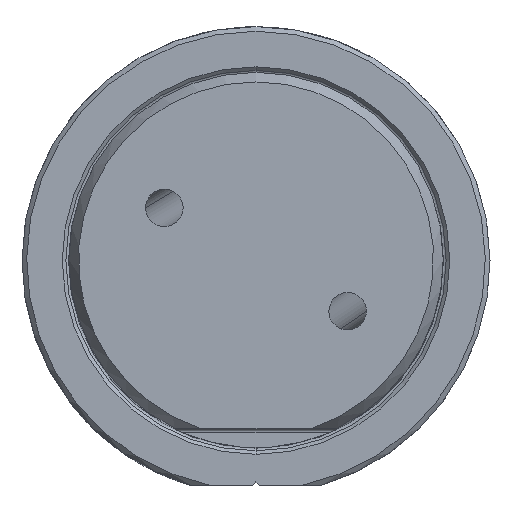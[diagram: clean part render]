
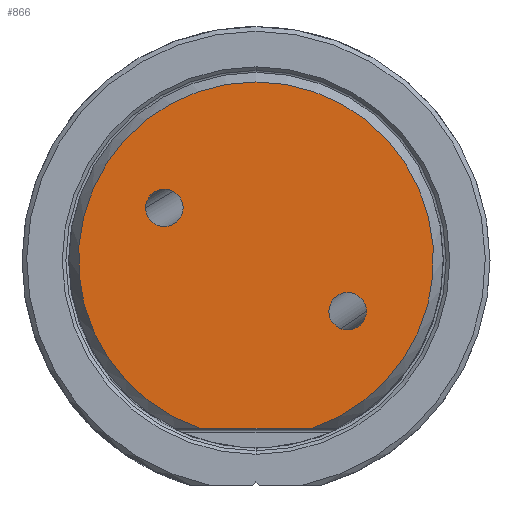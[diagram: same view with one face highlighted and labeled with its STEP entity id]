
A CAD part, top view. The second image highlights one B-rep face of the part: STEP entity #866.
In plain terms, the highlighted planar face has unit normal (0, 0, 1).
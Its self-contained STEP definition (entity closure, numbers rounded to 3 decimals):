
#73=PLANE('',#4793);
#123=FACE_BOUND('',#1369,.T.);
#124=FACE_BOUND('',#1370,.T.);
#125=FACE_BOUND('',#1371,.T.);
#228=LINE('',#10504,#507);
#401=ELLIPSE('',#4784,2.003,2.);
#402=ELLIPSE('',#4786,2.003,2.);
#403=ELLIPSE('',#4787,2.003,2.);
#404=ELLIPSE('',#4791,2.003,2.);
#405=ELLIPSE('',#4792,2.003,2.);
#507=VECTOR('',#5571,1.);
#866=ADVANCED_FACE('',(#123,#124,#125),#73,.T.);
#1369=EDGE_LOOP('',(#2201,#2202,#2203));
#1370=EDGE_LOOP('',(#2204,#2205));
#1371=EDGE_LOOP('',(#2206,#2207,#2208));
#2201=ORIENTED_EDGE('',*,*,#3891,.T.);
#2202=ORIENTED_EDGE('',*,*,#3892,.F.);
#2203=ORIENTED_EDGE('',*,*,#3893,.T.);
#2204=ORIENTED_EDGE('',*,*,#3894,.T.);
#2205=ORIENTED_EDGE('',*,*,#3895,.T.);
#2206=ORIENTED_EDGE('',*,*,#3889,.F.);
#2207=ORIENTED_EDGE('',*,*,#3887,.F.);
#2208=ORIENTED_EDGE('',*,*,#3890,.F.);
#3350=VERTEX_POINT('',#10492);
#3351=VERTEX_POINT('',#10494);
#3352=VERTEX_POINT('',#10498);
#3353=VERTEX_POINT('',#10502);
#3354=VERTEX_POINT('',#10503);
#3355=VERTEX_POINT('',#10505);
#3356=VERTEX_POINT('',#10508);
#3357=VERTEX_POINT('',#10509);
#3887=EDGE_CURVE('',#3350,#3351,#401,.T.);
#3889=EDGE_CURVE('',#3351,#3352,#402,.T.);
#3890=EDGE_CURVE('',#3352,#3350,#403,.T.);
#3891=EDGE_CURVE('',#3353,#3354,#4346,.T.);
#3892=EDGE_CURVE('',#3355,#3354,#228,.T.);
#3893=EDGE_CURVE('',#3355,#3353,#4347,.T.);
#3894=EDGE_CURVE('',#3356,#3357,#404,.T.);
#3895=EDGE_CURVE('',#3357,#3356,#405,.T.);
#4346=CIRCLE('',#4789,18.972);
#4347=CIRCLE('',#4790,18.972);
#4784=AXIS2_PLACEMENT_3D('',#10493,#5558,#5559);
#4786=AXIS2_PLACEMENT_3D('',#10497,#5563,#5564);
#4787=AXIS2_PLACEMENT_3D('',#10499,#5565,#5566);
#4789=AXIS2_PLACEMENT_3D('',#10501,#5569,#5570);
#4790=AXIS2_PLACEMENT_3D('',#10506,#5572,#5573);
#4791=AXIS2_PLACEMENT_3D('',#10507,#5574,#5575);
#4792=AXIS2_PLACEMENT_3D('',#10510,#5576,#5577);
#4793=AXIS2_PLACEMENT_3D('',#10511,#5578,#5579);
#5558=DIRECTION('',(0.,0.,1.));
#5559=DIRECTION('',(0.843,0.537,0.));
#5563=DIRECTION('',(0.,0.,1.));
#5564=DIRECTION('',(0.843,0.537,0.));
#5565=DIRECTION('',(0.,0.,1.));
#5566=DIRECTION('',(0.843,0.537,0.));
#5569=DIRECTION('',(0.,0.,1.));
#5570=DIRECTION('',(0.,1.,0.));
#5571=DIRECTION('',(-1.,0.,0.));
#5572=DIRECTION('',(0.,0.,1.));
#5573=DIRECTION('',(0.316,-0.949,0.));
#5574=DIRECTION('',(0.,0.,-1.));
#5575=DIRECTION('',(-0.843,-0.537,0.));
#5576=DIRECTION('',(0.,0.,-1.));
#5577=DIRECTION('',(-0.843,-0.537,0.));
#5578=DIRECTION('',(0.,0.,1.));
#5579=DIRECTION('',(1.,0.,0.));
#10492=CARTESIAN_POINT('',(11.793,-5.518,65.));
#10493=CARTESIAN_POINT('',(9.791,-5.521,65.));
#10494=CARTESIAN_POINT('',(7.789,-5.523,65.));
#10497=CARTESIAN_POINT('',(9.791,-5.521,65.));
#10498=CARTESIAN_POINT('',(8.102,-6.597,65.));
#10499=CARTESIAN_POINT('',(9.791,-5.521,65.));
#10501=CARTESIAN_POINT('',(0.,0.,65.));
#10502=CARTESIAN_POINT('',(0.,18.972,65.));
#10503=CARTESIAN_POINT('',(-5.995,-18.,65.));
#10504=CARTESIAN_POINT('',(5.995,-18.,65.));
#10505=CARTESIAN_POINT('',(5.995,-18.,65.));
#10506=CARTESIAN_POINT('',(0.,0.,65.));
#10507=CARTESIAN_POINT('',(-9.791,5.521,65.));
#10508=CARTESIAN_POINT('',(-11.793,5.518,65.));
#10509=CARTESIAN_POINT('',(-7.789,5.523,65.));
#10510=CARTESIAN_POINT('',(-9.791,5.521,65.));
#10511=CARTESIAN_POINT('',(0.,0.486,65.));
